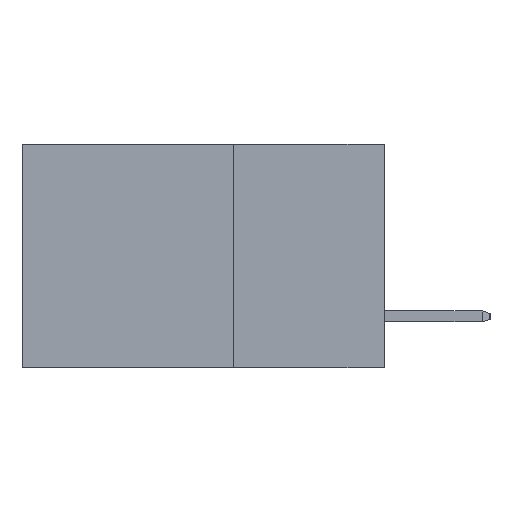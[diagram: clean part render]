
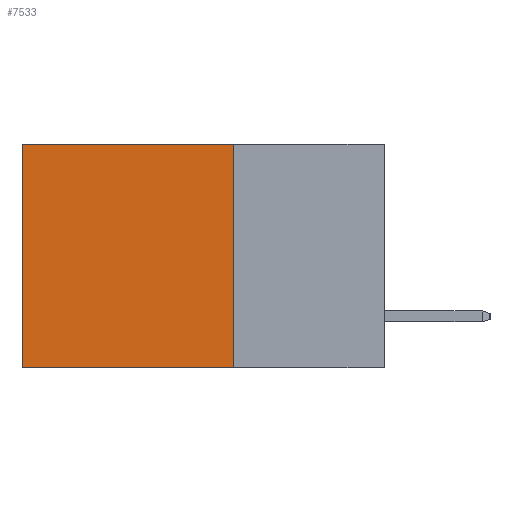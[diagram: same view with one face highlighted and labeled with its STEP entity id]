
A CAD part, left-side view. The second image highlights one B-rep face of the part: STEP entity #7533.
In plain terms, the highlighted planar face has unit normal (-1, 0, 0).
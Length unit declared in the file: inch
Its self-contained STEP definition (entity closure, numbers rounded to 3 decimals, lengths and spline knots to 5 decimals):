
#156 = PLANE ( 'NONE',  #2043 ) ;
#1468 = ORIENTED_EDGE ( 'NONE', *, *, #5418, .T. ) ;
#1502 = VECTOR ( 'NONE', #6499, 39.37008 ) ;
#2043 = AXIS2_PLACEMENT_3D ( 'NONE', #4852, #13079, #6060 ) ;
#2161 = ORIENTED_EDGE ( 'NONE', *, *, #7703, .F. ) ;
#2673 = VERTEX_POINT ( 'NONE', #6244 ) ;
#2799 = CARTESIAN_POINT ( 'NONE',  ( 0.2615, 0.6, -0.37 ) ) ;
#2813 = DIRECTION ( 'NONE',  ( 0., 1., 0. ) ) ;
#2908 = DIRECTION ( 'NONE',  ( 0., 1., 0. ) ) ;
#3448 = VECTOR ( 'NONE', #2813, 39.37008 ) ;
#3746 = ORIENTED_EDGE ( 'NONE', *, *, #13656, .T. ) ;
#3961 = DIRECTION ( 'NONE',  ( 0., 0., -1. ) ) ;
#4398 = CARTESIAN_POINT ( 'NONE',  ( 0.2615, 0.25, 0. ) ) ;
#4605 = LINE ( 'NONE', #8820, #1502 ) ;
#4852 = CARTESIAN_POINT ( 'NONE',  ( 0.2615, 0.25, -0.37 ) ) ;
#5015 = VECTOR ( 'NONE', #2908, 39.37008 ) ;
#5418 = EDGE_CURVE ( 'NONE', #7724, #2673, #5700, .T. ) ;
#5686 = VERTEX_POINT ( 'NONE', #13841 ) ;
#5700 = LINE ( 'NONE', #2799, #11589 ) ;
#6060 = DIRECTION ( 'NONE',  ( 0., 0., -1. ) ) ;
#6244 = CARTESIAN_POINT ( 'NONE',  ( 0.2615, 0.6, -0.37 ) ) ;
#6426 = FACE_OUTER_BOUND ( 'NONE', #13041, .T. ) ;
#6499 = DIRECTION ( 'NONE',  ( 0., 0., -1. ) ) ;
#6605 = LINE ( 'NONE', #14506, #3448 ) ;
#7533 = ADVANCED_FACE ( 'NONE', ( #6426 ), #156, .F. ) ;
#7703 = EDGE_CURVE ( 'NONE', #5686, #2673, #6605, .T. ) ;
#7724 = VERTEX_POINT ( 'NONE', #9877 ) ;
#7943 = VERTEX_POINT ( 'NONE', #4398 ) ;
#8156 = LINE ( 'NONE', #8796, #5015 ) ;
#8796 = CARTESIAN_POINT ( 'NONE',  ( 0.2615, 0.25, 0. ) ) ;
#8820 = CARTESIAN_POINT ( 'NONE',  ( 0.2615, 0.25, -0.37 ) ) ;
#9877 = CARTESIAN_POINT ( 'NONE',  ( 0.2615, 0.6, 0. ) ) ;
#10359 = ORIENTED_EDGE ( 'NONE', *, *, #14928, .F. ) ;
#11589 = VECTOR ( 'NONE', #3961, 39.37008 ) ;
#13041 = EDGE_LOOP ( 'NONE', ( #1468, #2161, #10359, #3746 ) ) ;
#13079 = DIRECTION ( 'NONE',  ( 1., 0., 0. ) ) ;
#13656 = EDGE_CURVE ( 'NONE', #7943, #7724, #8156, .T. ) ;
#13841 = CARTESIAN_POINT ( 'NONE',  ( 0.2615, 0.25, -0.37 ) ) ;
#14506 = CARTESIAN_POINT ( 'NONE',  ( 0.2615, 0.25, -0.37 ) ) ;
#14928 = EDGE_CURVE ( 'NONE', #7943, #5686, #4605, .T. ) ;
